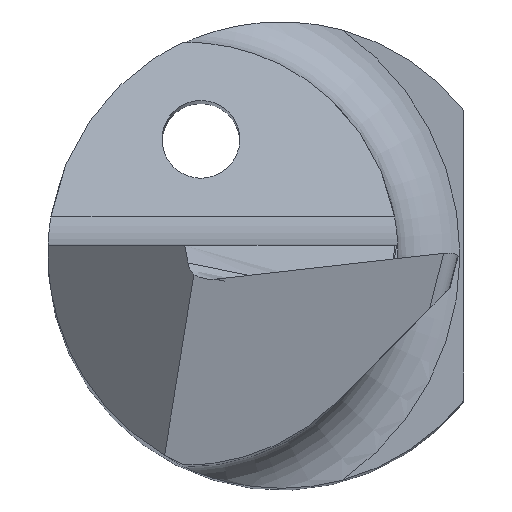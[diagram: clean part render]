
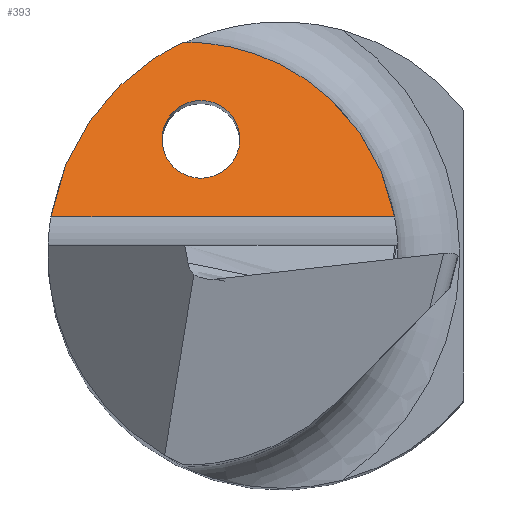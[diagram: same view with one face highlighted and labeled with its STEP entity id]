
A CAD part, top view. The second image highlights one B-rep face of the part: STEP entity #393.
In plain terms, the highlighted planar face has unit normal (0, 0.766, 0.643).
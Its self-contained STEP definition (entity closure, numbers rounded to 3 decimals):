
#9 = ORIENTED_EDGE ( 'NONE', *, *, #813, .T. ) ;
#30 = CARTESIAN_POINT ( 'NONE',  ( -0.032, 1.974, 22.894 ) ) ;
#50 = CARTESIAN_POINT ( 'NONE',  ( 1.458, 0.474, 24.682 ) ) ;
#77 = VERTEX_POINT ( 'NONE', #722 ) ;
#144 = CARTESIAN_POINT ( 'NONE',  ( -2.183, 2.297, 22.51 ) ) ;
#154 = CARTESIAN_POINT ( 'NONE',  ( -2.962, 0.474, 24.682 ) ) ;
#157 = DIRECTION ( 'NONE',  ( 1., 0., 0. ) ) ;
#169 = FACE_OUTER_BOUND ( 'NONE', #253, .T. ) ;
#180 =( BOUNDED_CURVE ( )  B_SPLINE_CURVE ( 3, ( #365, #309, #765, #629, #559, #30, #770 ),
 .UNSPECIFIED., .T., .F. ) 
 B_SPLINE_CURVE_WITH_KNOTS ( ( 4, 3, 4 ),
 ( 0., 3.142, 6.283 ),
 .UNSPECIFIED. ) 
 CURVE ( )  GEOMETRIC_REPRESENTATION_ITEM ( )  RATIONAL_B_SPLINE_CURVE ( ( 1., 0.333, 0.333, 1., 0.333, 0.333, 1. ) ) 
 REPRESENTATION_ITEM ( '' )  );
#203 = AXIS2_PLACEMENT_3D ( 'NONE', #820, #375, #835 ) ;
#245 = PLANE ( 'NONE',  #203 ) ;
#253 = EDGE_LOOP ( 'NONE', ( #9, #704, #449 ) ) ;
#309 = CARTESIAN_POINT ( 'NONE',  ( -2.032, 1.974, 22.894 ) ) ;
#314 = CARTESIAN_POINT ( 'NONE',  ( 1.215, 1.849, 23.044 ) ) ;
#317 = EDGE_CURVE ( 'NONE', #782, #702, #792, .T. ) ;
#349 = CARTESIAN_POINT ( 'NONE',  ( -1.255, 2.725, 22. ) ) ;
#359 = CARTESIAN_POINT ( 'NONE',  ( -2.801, 1.483, 23.48 ) ) ;
#365 = CARTESIAN_POINT ( 'NONE',  ( -1.032, 1.974, 22.894 ) ) ;
#375 = DIRECTION ( 'NONE',  ( 0., -0.766, -0.643 ) ) ;
#385 = FACE_BOUND ( 'NONE', #521, .T. ) ;
#393 = ADVANCED_FACE ( 'NONE', ( #385, #169 ), #245, .F. ) ;
#412 = VERTEX_POINT ( 'NONE', #490 ) ;
#428 = EDGE_CURVE ( 'NONE', #412, #412, #180, .T. ) ;
#449 = ORIENTED_EDGE ( 'NONE', *, *, #317, .F. ) ;
#453 = VECTOR ( 'NONE', #157, 1000. ) ;
#460 = ORIENTED_EDGE ( 'NONE', *, *, #428, .F. ) ;
#482 = EDGE_CURVE ( 'NONE', #77, #702, #826, .T. ) ;
#490 = CARTESIAN_POINT ( 'NONE',  ( -1.032, 1.974, 22.894 ) ) ;
#521 = EDGE_LOOP ( 'NONE', ( #460 ) ) ;
#544 = CARTESIAN_POINT ( 'NONE',  ( -2.962, 0.474, 24.682 ) ) ;
#559 = CARTESIAN_POINT ( 'NONE',  ( -0.032, 0.974, 24.086 ) ) ;
#576 = CARTESIAN_POINT ( 'NONE',  ( 0.141, 2.74, 21.982 ) ) ;
#629 = CARTESIAN_POINT ( 'NONE',  ( -1.032, 0.974, 24.086 ) ) ;
#663 = CARTESIAN_POINT ( 'NONE',  ( -1.255, 2.725, 22. ) ) ;
#689 = CARTESIAN_POINT ( 'NONE',  ( -1.255, 2.725, 22. ) ) ;
#702 = VERTEX_POINT ( 'NONE', #663 ) ;
#704 = ORIENTED_EDGE ( 'NONE', *, *, #482, .T. ) ;
#722 = CARTESIAN_POINT ( 'NONE',  ( 1.458, 0.474, 24.682 ) ) ;
#739 = CARTESIAN_POINT ( 'NONE',  ( -3., 0.474, 24.682 ) ) ;
#743 = LINE ( 'NONE', #739, #453 ) ;
#765 = CARTESIAN_POINT ( 'NONE',  ( -2.032, 0.974, 24.086 ) ) ;
#770 = CARTESIAN_POINT ( 'NONE',  ( -1.032, 1.974, 22.894 ) ) ;
#782 = VERTEX_POINT ( 'NONE', #154 ) ;
#792 =( BOUNDED_CURVE ( )  B_SPLINE_CURVE ( 3, ( #544, #359, #144, #349 ),
 .UNSPECIFIED., .F., .F. ) 
 B_SPLINE_CURVE_WITH_KNOTS ( ( 4, 4 ),
 ( 4.871, 5.852 ),
 .UNSPECIFIED. ) 
 CURVE ( )  GEOMETRIC_REPRESENTATION_ITEM ( )  RATIONAL_B_SPLINE_CURVE ( ( 1., 0.921, 0.921, 1. ) ) 
 REPRESENTATION_ITEM ( '' )  );
#813 = EDGE_CURVE ( 'NONE', #782, #77, #743, .T. ) ;
#820 = CARTESIAN_POINT ( 'NONE',  ( -3., 0.474, 24.682 ) ) ;
#826 =( BOUNDED_CURVE ( )  B_SPLINE_CURVE ( 3, ( #50, #314, #576, #689 ),
 .UNSPECIFIED., .F., .F. ) 
 B_SPLINE_CURVE_WITH_KNOTS ( ( 4, 4 ),
 ( 4.887, 6.294 ),
 .UNSPECIFIED. ) 
 CURVE ( )  GEOMETRIC_REPRESENTATION_ITEM ( )  RATIONAL_B_SPLINE_CURVE ( ( 1., 0.842, 0.842, 1. ) ) 
 REPRESENTATION_ITEM ( '' )  );
#835 = DIRECTION ( 'NONE',  ( 0., 0.643, -0.766 ) ) ;
